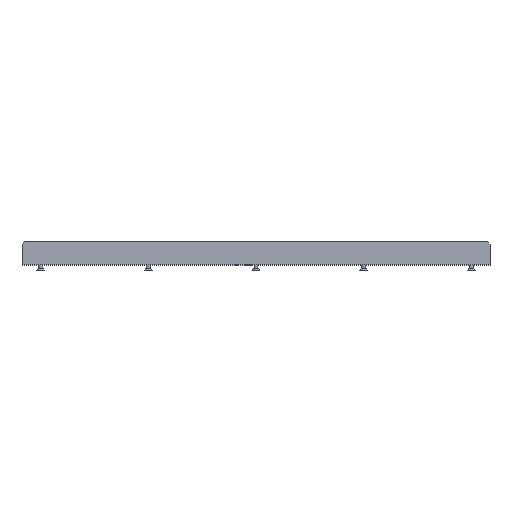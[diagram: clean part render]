
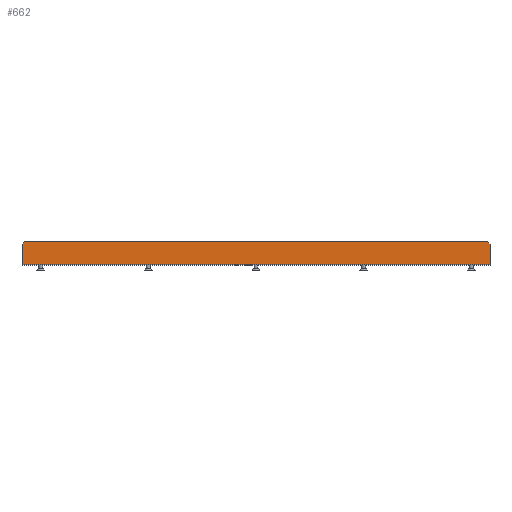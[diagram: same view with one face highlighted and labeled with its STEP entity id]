
A CAD part, top view. The second image highlights one B-rep face of the part: STEP entity #662.
In plain terms, the highlighted planar face has unit normal (0, 0, 1).
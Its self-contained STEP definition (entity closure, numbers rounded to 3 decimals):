
#46 = VECTOR ( 'NONE', #1789, 1000. ) ;
#126 = CARTESIAN_POINT ( 'NONE',  ( 497., 0., 217.366 ) ) ;
#128 = CARTESIAN_POINT ( 'NONE',  ( 497., 0., 217.366 ) ) ;
#141 = LINE ( 'NONE', #679, #2373 ) ;
#169 = LINE ( 'NONE', #813, #46 ) ;
#224 = DIRECTION ( 'NONE',  ( 0., 1., 0. ) ) ;
#311 = ORIENTED_EDGE ( 'NONE', *, *, #1431, .T. ) ;
#331 = CARTESIAN_POINT ( 'NONE',  ( 0., -3., 217.366 ) ) ;
#337 = CARTESIAN_POINT ( 'NONE',  ( 0., -25., 217.366 ) ) ;
#364 = ORIENTED_EDGE ( 'NONE', *, *, #2515, .T. ) ;
#454 = AXIS2_PLACEMENT_3D ( 'NONE', #684, #2235, #1266 ) ;
#477 = VECTOR ( 'NONE', #1879, 1000. ) ;
#552 = ORIENTED_EDGE ( 'NONE', *, *, #1208, .T. ) ;
#580 = DIRECTION ( 'NONE',  ( 1., 0., 0. ) ) ;
#589 = VECTOR ( 'NONE', #580, 1000. ) ;
#662 = ADVANCED_FACE ( 'Defeature ausgef�hrt1_0', ( #1203 ), #2398, .F. ) ;
#679 = CARTESIAN_POINT ( 'NONE',  ( 0., -25., 217.366 ) ) ;
#684 = CARTESIAN_POINT ( 'NONE',  ( 0., -25., 217.366 ) ) ;
#697 = LINE ( 'NONE', #128, #477 ) ;
#796 = LINE ( 'NONE', #1741, #855 ) ;
#813 = CARTESIAN_POINT ( 'NONE',  ( 0., -3., 217.366 ) ) ;
#834 = EDGE_CURVE ( 'Defeature ausgef�hrt1_0+Defeature ausgef�hrt1_6+Defeature ausgef�hrt1_5+Defeature ausgef�hrt1_1', #2479, #1365, #697, .T. ) ;
#855 = VECTOR ( 'NONE', #1346, 1000. ) ;
#886 = DIRECTION ( 'NONE',  ( 1., 0., 0. ) ) ;
#985 = EDGE_CURVE ( 'Defeature ausgef�hrt1_1+Defeature ausgef�hrt1_0+Defeature ausgef�hrt1_7+Defeature ausgef�hrt1_6', #1423, #1365, #1526, .T. ) ;
#1035 = CARTESIAN_POINT ( 'NONE',  ( 500., -3., 217.366 ) ) ;
#1097 = ORIENTED_EDGE ( 'NONE', *, *, #834, .T. ) ;
#1110 = LINE ( 'NONE', #1610, #1612 ) ;
#1203 = FACE_OUTER_BOUND ( 'NONE', #2242, .T. ) ;
#1208 = EDGE_CURVE ( 'Defeature ausgef�hrt1_0+Defeature ausgef�hrt1_3+Defeature ausgef�hrt1_4+Defeature ausgef�hrt1_5', #2326, #1838, #141, .T. ) ;
#1266 = DIRECTION ( 'NONE',  ( -1., 0., 0. ) ) ;
#1346 = DIRECTION ( 'NONE',  ( 0., 1., 0. ) ) ;
#1365 = VERTEX_POINT ( 'NONE', #126 ) ;
#1423 = VERTEX_POINT ( 'NONE', #2121 ) ;
#1431 = EDGE_CURVE ( 'Defeature ausgef�hrt1_0+Defeature ausgef�hrt1_7+Defeature ausgef�hrt1_1+Defeature ausgef�hrt1_4', #1423, #1904, #169, .T. ) ;
#1526 = LINE ( 'NONE', #2158, #589 ) ;
#1610 = CARTESIAN_POINT ( 'NONE',  ( 500., -25., 217.366 ) ) ;
#1612 = VECTOR ( 'NONE', #224, 1000. ) ;
#1741 = CARTESIAN_POINT ( 'NONE',  ( 0., -25., 217.366 ) ) ;
#1789 = DIRECTION ( 'NONE',  ( -0.707, -0.707, 0. ) ) ;
#1838 = VERTEX_POINT ( 'NONE', #2268 ) ;
#1879 = DIRECTION ( 'NONE',  ( -0.707, 0.707, 0. ) ) ;
#1904 = VERTEX_POINT ( 'NONE', #331 ) ;
#2121 = CARTESIAN_POINT ( 'NONE',  ( 3., 0., 217.366 ) ) ;
#2158 = CARTESIAN_POINT ( 'NONE',  ( 0., 0., 217.366 ) ) ;
#2169 = ORIENTED_EDGE ( 'NONE', *, *, #2238, .F. ) ;
#2235 = DIRECTION ( 'NONE',  ( 0., 0., -1. ) ) ;
#2238 = EDGE_CURVE ( 'Defeature ausgef�hrt1_4+Defeature ausgef�hrt1_0+Defeature ausgef�hrt1_3+Defeature ausgef�hrt1_7', #2326, #1904, #796, .T. ) ;
#2242 = EDGE_LOOP ( 'NONE', ( #364, #1097, #2503, #311, #2169, #552 ) ) ;
#2268 = CARTESIAN_POINT ( 'NONE',  ( 500., -25., 217.366 ) ) ;
#2326 = VERTEX_POINT ( 'NONE', #337 ) ;
#2373 = VECTOR ( 'NONE', #886, 1000. ) ;
#2398 = PLANE ( 'NONE',  #454 ) ;
#2479 = VERTEX_POINT ( 'NONE', #1035 ) ;
#2503 = ORIENTED_EDGE ( 'NONE', *, *, #985, .F. ) ;
#2515 = EDGE_CURVE ( 'Defeature ausgef�hrt1_0+Defeature ausgef�hrt1_5+Defeature ausgef�hrt1_3+Defeature ausgef�hrt1_6', #1838, #2479, #1110, .T. ) ;
